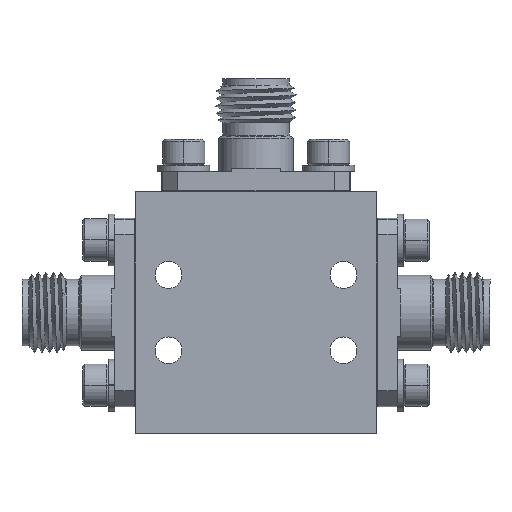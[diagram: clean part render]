
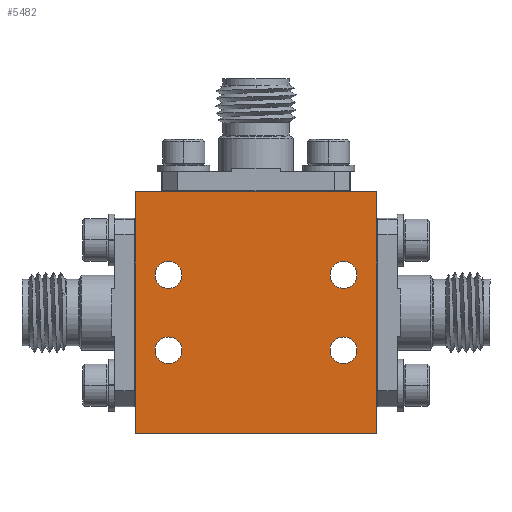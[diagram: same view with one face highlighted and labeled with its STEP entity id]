
A CAD part, front view. The second image highlights one B-rep face of the part: STEP entity #5482.
In plain terms, the highlighted planar face has unit normal (0, -1, 0).
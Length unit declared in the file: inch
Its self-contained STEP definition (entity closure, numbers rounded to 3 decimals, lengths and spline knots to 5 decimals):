
#155 = EDGE_CURVE ( 'NONE', #8945, #9122, #7776, .T. ) ;
#239 = EDGE_CURVE ( 'NONE', #9171, #5593, #9022, .T. ) ;
#381 = LINE ( 'NONE', #10038, #628 ) ;
#394 = LINE ( 'NONE', #4753, #6178 ) ;
#510 = FACE_BOUND ( 'NONE', #1935, .T. ) ;
#594 = DIRECTION ( 'NONE',  ( 0., 1., 0. ) ) ;
#628 = VECTOR ( 'NONE', #9311, 39.37008 ) ;
#684 = ORIENTED_EDGE ( 'NONE', *, *, #5149, .T. ) ;
#745 = FACE_BOUND ( 'NONE', #9240, .T. ) ;
#767 = CARTESIAN_POINT ( 'NONE',  ( -0.30095, -0.30245, 0.16641 ) ) ;
#826 = DIRECTION ( 'NONE',  ( 0., 0., -1. ) ) ;
#923 = EDGE_CURVE ( 'NONE', #1632, #3235, #394, .T. ) ;
#973 = CARTESIAN_POINT ( 'NONE',  ( -0.30095, -0.30245, -0.03909 ) ) ;
#1068 = EDGE_LOOP ( 'NONE', ( #6468, #684 ) ) ;
#1091 = CARTESIAN_POINT ( 'NONE',  ( 0.38905, -0.30245, -0.35859 ) ) ;
#1108 = CARTESIAN_POINT ( 'NONE',  ( 0.38905, -0.30245, 0.44141 ) ) ;
#1218 = EDGE_CURVE ( 'NONE', #6132, #1505, #7088, .T. ) ;
#1388 = CIRCLE ( 'NONE', #5388, 0.0445 ) ;
#1461 = ORIENTED_EDGE ( 'NONE', *, *, #239, .T. ) ;
#1505 = VERTEX_POINT ( 'NONE', #1972 ) ;
#1541 = AXIS2_PLACEMENT_3D ( 'NONE', #767, #6395, #2397 ) ;
#1578 = VECTOR ( 'NONE', #7064, 39.37008 ) ;
#1632 = VERTEX_POINT ( 'NONE', #1108 ) ;
#1761 = FACE_BOUND ( 'NONE', #1068, .T. ) ;
#1774 = EDGE_CURVE ( 'NONE', #7997, #4461, #7581, .T. ) ;
#1908 = ORIENTED_EDGE ( 'NONE', *, *, #1218, .T. ) ;
#1935 = EDGE_LOOP ( 'NONE', ( #2265, #8065 ) ) ;
#1972 = CARTESIAN_POINT ( 'NONE',  ( 0.27905, -0.30245, -0.03909 ) ) ;
#1990 = VECTOR ( 'NONE', #4486, 39.37008 ) ;
#1998 = CARTESIAN_POINT ( 'NONE',  ( 0.27905, -0.30245, -0.08359 ) ) ;
#2038 = ORIENTED_EDGE ( 'NONE', *, *, #7199, .T. ) ;
#2119 = AXIS2_PLACEMENT_3D ( 'NONE', #3520, #4248, #6674 ) ;
#2265 = ORIENTED_EDGE ( 'NONE', *, *, #155, .T. ) ;
#2369 = AXIS2_PLACEMENT_3D ( 'NONE', #10275, #9409, #6251 ) ;
#2397 = DIRECTION ( 'NONE',  ( 0., 0., 1. ) ) ;
#2956 = DIRECTION ( 'NONE',  ( 0., 0., 1. ) ) ;
#3110 = DIRECTION ( 'NONE',  ( 0., 1., 0. ) ) ;
#3235 = VERTEX_POINT ( 'NONE', #1091 ) ;
#3520 = CARTESIAN_POINT ( 'NONE',  ( -0.30095, -0.30245, 0.16641 ) ) ;
#3648 = DIRECTION ( 'NONE',  ( 0., 1., 0. ) ) ;
#3740 = CARTESIAN_POINT ( 'NONE',  ( -0.41095, -0.30245, 0.44141 ) ) ;
#4041 = EDGE_LOOP ( 'NONE', ( #1461, #10265 ) ) ;
#4050 = DIRECTION ( 'NONE',  ( 0., 1., 0. ) ) ;
#4055 = AXIS2_PLACEMENT_3D ( 'NONE', #9306, #594, #6214 ) ;
#4248 = DIRECTION ( 'NONE',  ( 0., 1., 0. ) ) ;
#4388 = PLANE ( 'NONE',  #7132 ) ;
#4461 = VERTEX_POINT ( 'NONE', #6219 ) ;
#4486 = DIRECTION ( 'NONE',  ( 1., 0., 0. ) ) ;
#4640 = CARTESIAN_POINT ( 'NONE',  ( 0.27905, -0.30245, 0.21091 ) ) ;
#4715 = EDGE_CURVE ( 'NONE', #8194, #10042, #6177, .T. ) ;
#4753 = CARTESIAN_POINT ( 'NONE',  ( 0.38905, -0.30245, 0.44141 ) ) ;
#5115 = CIRCLE ( 'NONE', #2369, 0.0445 ) ;
#5149 = EDGE_CURVE ( 'NONE', #10042, #8194, #1388, .T. ) ;
#5225 = ORIENTED_EDGE ( 'NONE', *, *, #923, .F. ) ;
#5388 = AXIS2_PLACEMENT_3D ( 'NONE', #6434, #3110, #5561 ) ;
#5451 = AXIS2_PLACEMENT_3D ( 'NONE', #7586, #7518, #8315 ) ;
#5482 = ADVANCED_FACE ( 'NONE', ( #745, #1761, #6913, #510, #6406 ), #4388, .F. ) ;
#5534 = EDGE_CURVE ( 'NONE', #3235, #7997, #381, .T. ) ;
#5561 = DIRECTION ( 'NONE',  ( 0., 0., 1. ) ) ;
#5593 = VERTEX_POINT ( 'NONE', #9398 ) ;
#5935 = DIRECTION ( 'NONE',  ( 0., 0., 1. ) ) ;
#5964 = CARTESIAN_POINT ( 'NONE',  ( 0.27905, -0.30245, -0.12809 ) ) ;
#6020 = CARTESIAN_POINT ( 'NONE',  ( -0.01095, -0.30245, 0.04141 ) ) ;
#6066 = CARTESIAN_POINT ( 'NONE',  ( -0.41095, -0.30245, -0.35859 ) ) ;
#6132 = VERTEX_POINT ( 'NONE', #5964 ) ;
#6177 = CIRCLE ( 'NONE', #5451, 0.0445 ) ;
#6178 = VECTOR ( 'NONE', #826, 39.37008 ) ;
#6214 = DIRECTION ( 'NONE',  ( 0., 0., 1. ) ) ;
#6219 = CARTESIAN_POINT ( 'NONE',  ( -0.41095, -0.30245, 0.44141 ) ) ;
#6248 = CARTESIAN_POINT ( 'NONE',  ( -0.30095, -0.30245, 0.21091 ) ) ;
#6251 = DIRECTION ( 'NONE',  ( 0., 0., 1. ) ) ;
#6267 = CIRCLE ( 'NONE', #8114, 0.0445 ) ;
#6395 = DIRECTION ( 'NONE',  ( 0., 1., 0. ) ) ;
#6406 = FACE_OUTER_BOUND ( 'NONE', #8263, .T. ) ;
#6434 = CARTESIAN_POINT ( 'NONE',  ( 0.27905, -0.30245, 0.16641 ) ) ;
#6468 = ORIENTED_EDGE ( 'NONE', *, *, #4715, .T. ) ;
#6478 = CARTESIAN_POINT ( 'NONE',  ( -0.30095, -0.30245, -0.08359 ) ) ;
#6577 = EDGE_CURVE ( 'NONE', #4461, #1632, #10370, .T. ) ;
#6674 = DIRECTION ( 'NONE',  ( 0., 0., 1. ) ) ;
#6913 = FACE_BOUND ( 'NONE', #4041, .T. ) ;
#6970 = AXIS2_PLACEMENT_3D ( 'NONE', #1998, #9891, #5935 ) ;
#7064 = DIRECTION ( 'NONE',  ( 0., 0., 1. ) ) ;
#7079 = CARTESIAN_POINT ( 'NONE',  ( 0.27905, -0.30245, 0.12191 ) ) ;
#7088 = CIRCLE ( 'NONE', #6970, 0.0445 ) ;
#7132 = AXIS2_PLACEMENT_3D ( 'NONE', #6020, #3648, #2956 ) ;
#7199 = EDGE_CURVE ( 'NONE', #1505, #6132, #5115, .T. ) ;
#7203 = DIRECTION ( 'NONE',  ( 0., 0., 1. ) ) ;
#7518 = DIRECTION ( 'NONE',  ( 0., 1., 0. ) ) ;
#7581 = LINE ( 'NONE', #3740, #1578 ) ;
#7586 = CARTESIAN_POINT ( 'NONE',  ( 0.27905, -0.30245, 0.16641 ) ) ;
#7776 = CIRCLE ( 'NONE', #2119, 0.0445 ) ;
#7997 = VERTEX_POINT ( 'NONE', #6066 ) ;
#8014 = CARTESIAN_POINT ( 'NONE',  ( -0.30095, -0.30245, 0.12191 ) ) ;
#8065 = ORIENTED_EDGE ( 'NONE', *, *, #9093, .T. ) ;
#8114 = AXIS2_PLACEMENT_3D ( 'NONE', #6478, #4050, #7203 ) ;
#8194 = VERTEX_POINT ( 'NONE', #4640 ) ;
#8263 = EDGE_LOOP ( 'NONE', ( #9459, #9708, #5225, #9100 ) ) ;
#8315 = DIRECTION ( 'NONE',  ( 0., 0., 1. ) ) ;
#8945 = VERTEX_POINT ( 'NONE', #6248 ) ;
#9022 = CIRCLE ( 'NONE', #4055, 0.0445 ) ;
#9056 = EDGE_CURVE ( 'NONE', #5593, #9171, #6267, .T. ) ;
#9093 = EDGE_CURVE ( 'NONE', #9122, #8945, #9248, .T. ) ;
#9100 = ORIENTED_EDGE ( 'NONE', *, *, #6577, .F. ) ;
#9122 = VERTEX_POINT ( 'NONE', #8014 ) ;
#9171 = VERTEX_POINT ( 'NONE', #973 ) ;
#9240 = EDGE_LOOP ( 'NONE', ( #2038, #1908 ) ) ;
#9248 = CIRCLE ( 'NONE', #1541, 0.0445 ) ;
#9306 = CARTESIAN_POINT ( 'NONE',  ( -0.30095, -0.30245, -0.08359 ) ) ;
#9311 = DIRECTION ( 'NONE',  ( -1., 0., 0. ) ) ;
#9398 = CARTESIAN_POINT ( 'NONE',  ( -0.30095, -0.30245, -0.12809 ) ) ;
#9409 = DIRECTION ( 'NONE',  ( 0., 1., 0. ) ) ;
#9459 = ORIENTED_EDGE ( 'NONE', *, *, #1774, .F. ) ;
#9708 = ORIENTED_EDGE ( 'NONE', *, *, #5534, .F. ) ;
#9868 = CARTESIAN_POINT ( 'NONE',  ( 0.38905, -0.30245, 0.44141 ) ) ;
#9891 = DIRECTION ( 'NONE',  ( 0., 1., 0. ) ) ;
#10038 = CARTESIAN_POINT ( 'NONE',  ( 0.38905, -0.30245, -0.35859 ) ) ;
#10042 = VERTEX_POINT ( 'NONE', #7079 ) ;
#10265 = ORIENTED_EDGE ( 'NONE', *, *, #9056, .T. ) ;
#10275 = CARTESIAN_POINT ( 'NONE',  ( 0.27905, -0.30245, -0.08359 ) ) ;
#10370 = LINE ( 'NONE', #9868, #1990 ) ;
